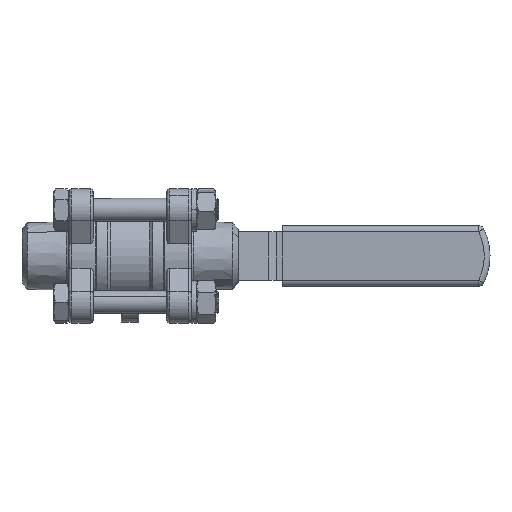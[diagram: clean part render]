
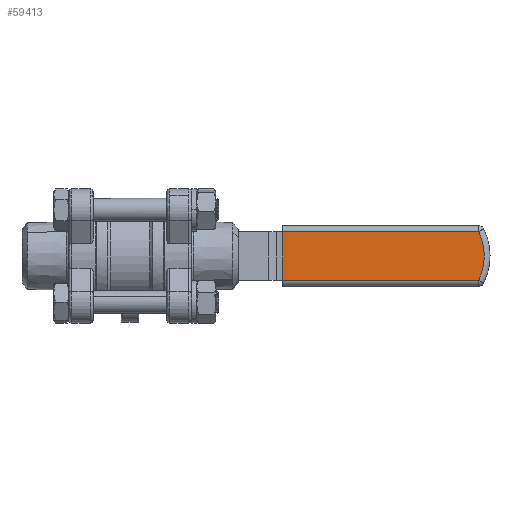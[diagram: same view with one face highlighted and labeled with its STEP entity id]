
A CAD part, front view. The second image highlights one B-rep face of the part: STEP entity #59413.
In plain terms, the highlighted planar face has unit normal (0, -1, 0).
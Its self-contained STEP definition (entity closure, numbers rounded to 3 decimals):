
#23503 = CARTESIAN_POINT ( 'NONE',  ( 0., -3.5, 8.5 ) ) ;
#23504 = DIRECTION ( 'NONE',  ( 0., 0., 1. ) ) ;
#23505 = VECTOR ( 'NONE', #23504, 1000. ) ;
#23506 = CARTESIAN_POINT ( 'NONE',  ( 0., -3.5, -10.5 ) ) ;
#23507 = LINE ( 'NONE', #23506, #23505 ) ;
#23508 = CARTESIAN_POINT ( 'NONE',  ( 0., -3.5, -8.5 ) ) ;
#23572 = DIRECTION ( 'NONE',  ( 0., 0., 1. ) ) ;
#23573 = DIRECTION ( 'NONE',  ( 0., 1., 0. ) ) ;
#23574 = CARTESIAN_POINT ( 'NONE',  ( 50.4, -3.5, 0. ) ) ;
#23575 = AXIS2_PLACEMENT_3D ( 'NONE', #23574, #23573, #23572 ) ;
#23576 = PLANE ( 'NONE',  #23575 ) ;
#23577 = FACE_OUTER_BOUND ( 'NONE', #59414, .T. ) ;
#23655 = DIRECTION ( 'NONE',  ( -1., 0., 0. ) ) ;
#23656 = VECTOR ( 'NONE', #23655, 1000. ) ;
#23657 = CARTESIAN_POINT ( 'NONE',  ( 50.4, -3.5, 8.5 ) ) ;
#23658 = LINE ( 'NONE', #23657, #23656 ) ;
#23659 = CARTESIAN_POINT ( 'NONE',  ( 68.061, -3.5, 8.5 ) ) ;
#23660 = DIRECTION ( 'NONE',  ( 0., 0., 1. ) ) ;
#23661 = DIRECTION ( 'NONE',  ( 0., -1., 0. ) ) ;
#23662 = CARTESIAN_POINT ( 'NONE',  ( 50.4, -3.5, 0. ) ) ;
#23663 = AXIS2_PLACEMENT_3D ( 'NONE', #23662, #23661, #23660 ) ;
#23664 = CIRCLE ( 'NONE', #23663, 19.6 ) ;
#23665 = CARTESIAN_POINT ( 'NONE',  ( 68.061, -3.5, -8.5 ) ) ;
#23666 = DIRECTION ( 'NONE',  ( 1., 0., 0. ) ) ;
#23667 = VECTOR ( 'NONE', #23666, 1000. ) ;
#23668 = CARTESIAN_POINT ( 'NONE',  ( 50.4, -3.5, -8.5 ) ) ;
#23669 = LINE ( 'NONE', #23668, #23667 ) ;
#59379 = VERTEX_POINT ( 'NONE', #23508 ) ;
#59381 = EDGE_CURVE ( 'NONE', #59379, #59382, #23507, .T. ) ;
#59382 = VERTEX_POINT ( 'NONE', #23503 ) ;
#59413 = ADVANCED_FACE ( 'NONE', ( #23577 ), #23576, .F. ) ;
#59414 = EDGE_LOOP ( 'NONE', ( #59468, #59469, #59472, #59475 ) ) ;
#59468 = ORIENTED_EDGE ( 'NONE', *, *, #59381, .F. ) ;
#59469 = ORIENTED_EDGE ( 'NONE', *, *, #59470, .T. ) ;
#59470 = EDGE_CURVE ( 'NONE', #59379, #59471, #23669, .T. ) ;
#59471 = VERTEX_POINT ( 'NONE', #23665 ) ;
#59472 = ORIENTED_EDGE ( 'NONE', *, *, #59473, .T. ) ;
#59473 = EDGE_CURVE ( 'NONE', #59471, #59474, #23664, .T. ) ;
#59474 = VERTEX_POINT ( 'NONE', #23659 ) ;
#59475 = ORIENTED_EDGE ( 'NONE', *, *, #59476, .T. ) ;
#59476 = EDGE_CURVE ( 'NONE', #59474, #59382, #23658, .T. ) ;
